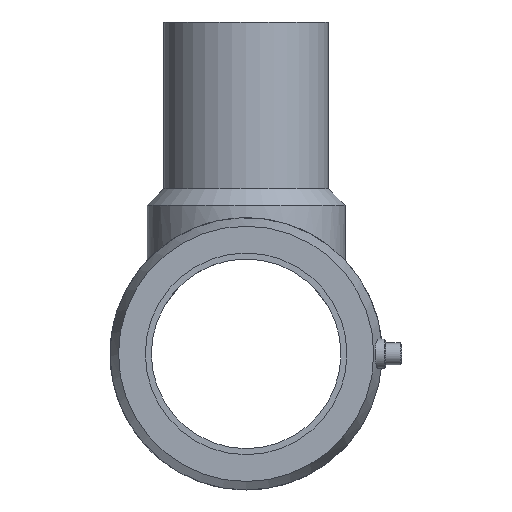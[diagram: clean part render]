
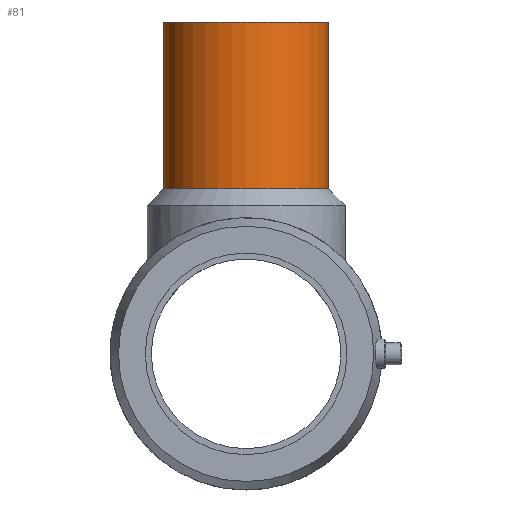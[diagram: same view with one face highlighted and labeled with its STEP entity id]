
A CAD part, left-side view. The second image highlights one B-rep face of the part: STEP entity #81.
In plain terms, the highlighted cylindrical face has radius 45 mm (diameter 90 mm), a full revolution.
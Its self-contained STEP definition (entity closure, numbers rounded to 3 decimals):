
#81 = ADVANCED_FACE( '', ( #193, #194 ), #195, .T. );
#193 = FACE_OUTER_BOUND( '', #356, .T. );
#194 = FACE_OUTER_BOUND( '', #357, .T. );
#195 = CYLINDRICAL_SURFACE( '', #358, 45. );
#356 = EDGE_LOOP( '', ( #532 ) );
#357 = EDGE_LOOP( '', ( #533 ) );
#358 = AXIS2_PLACEMENT_3D( '', #534, #535, #536 );
#532 = ORIENTED_EDGE( '', *, *, #743, .F. );
#533 = ORIENTED_EDGE( '', *, *, #744, .T. );
#534 = CARTESIAN_POINT( '', ( 163.25, 0., 0. ) );
#535 = DIRECTION( '', ( 0., 0., 1. ) );
#536 = DIRECTION( '', ( -1., 0., 0. ) );
#743 = EDGE_CURVE( '', #840, #840, #841, .T. );
#744 = EDGE_CURVE( '', #842, #842, #843, .T. );
#840 = VERTEX_POINT( '', #1247 );
#841 = CIRCLE( '', #1248, 45. );
#842 = VERTEX_POINT( '', #1249 );
#843 = CIRCLE( '', #1250, 45. );
#1247 = CARTESIAN_POINT( '', ( 118.25, 0., 90. ) );
#1248 = AXIS2_PLACEMENT_3D( '', #1652, #1653, #1654 );
#1249 = CARTESIAN_POINT( '', ( 118.25, 0., 181. ) );
#1250 = AXIS2_PLACEMENT_3D( '', #1655, #1656, #1657 );
#1652 = CARTESIAN_POINT( '', ( 163.25, 0., 90. ) );
#1653 = DIRECTION( '', ( 0., 0., -1. ) );
#1654 = DIRECTION( '', ( -1., 0., 0. ) );
#1655 = CARTESIAN_POINT( '', ( 163.25, 0., 181. ) );
#1656 = DIRECTION( '', ( 0., 0., -1. ) );
#1657 = DIRECTION( '', ( -1., 0., 0. ) );
